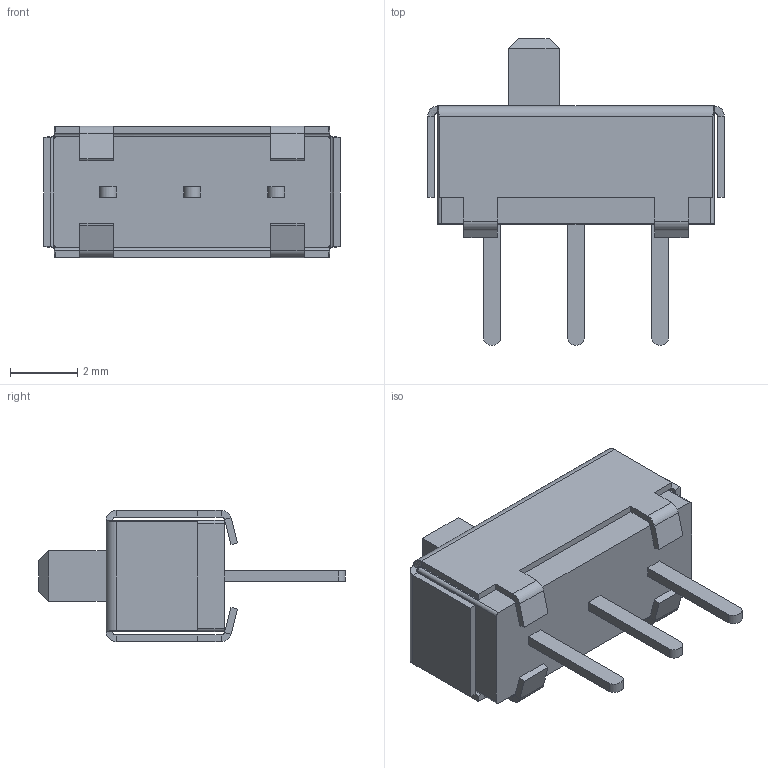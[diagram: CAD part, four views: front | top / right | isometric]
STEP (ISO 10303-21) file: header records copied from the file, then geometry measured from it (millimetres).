
FILE_DESCRIPTION (( 'STEP AP214' ), '1' );
FILE_NAME ('CUI Devices SLW-883935-2A-D.STEP', '2024-04-20T13:16:51', ( '' ), ( '' ), 'SwSTEP 2.0', 'SolidWorks 2020', '' );
FILE_SCHEMA (( 'AUTOMOTIVE_DESIGN' ));
Length unit declared in the file: millimetre
Products named in the file (1): CUI Devices SLW-883935-2A-D
Bounding box: 8.8 x 9.1 x 3.9 mm (x, y, z)
Volume: 113.5 mm3; surface area: 307.9 mm2
Topology: 1 solids, 1 shells, 126 faces, 282 edges, 162 vertices
Faces by surface type: plane 95, cylinder 23, bspline 8
Entity records: 5027 total; most frequent: CARTESIAN_POINT 915, ORIENTED_EDGE 564, DIRECTION 534, EDGE_CURVE 282, LINE 236, VECTOR 236, VERTEX_POINT 162, AXIS2_PLACEMENT_3D 149
